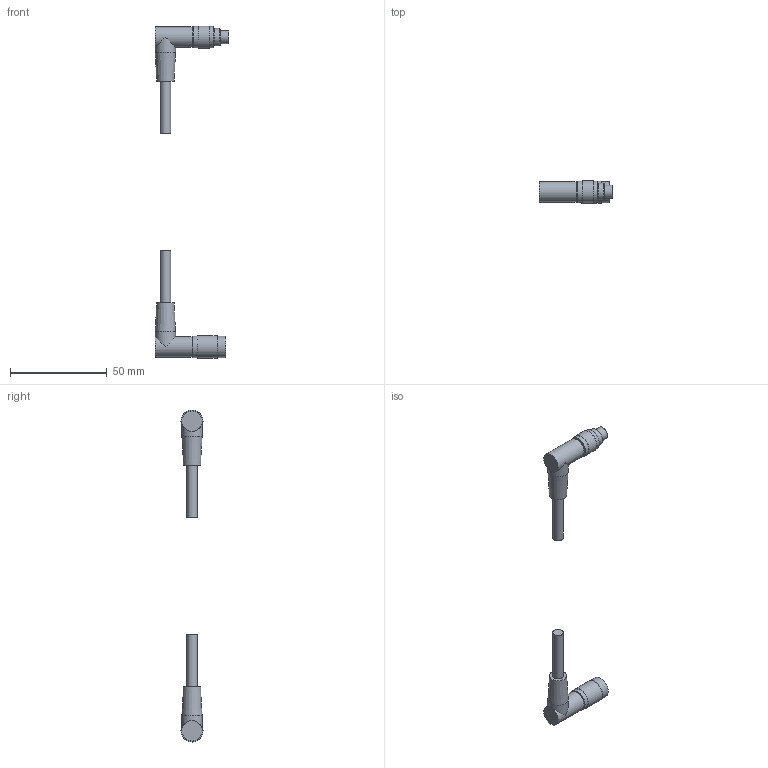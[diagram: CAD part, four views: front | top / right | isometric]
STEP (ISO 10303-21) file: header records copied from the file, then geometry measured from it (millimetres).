
FILE_DESCRIPTION(/* description */ ('STEP AP214'),/* implementation_level */ '2;1');
FILE_NAME(/* name */ '540329_KVI-CP-3-WS-WD-2',/* time_stamp */ '2024-08-29T19:20:08+02:00',/* author */ ('License CC BY-ND 4.0'),/* organization */ ('CADENAS'),/* preprocessor_version */ 'ST-DEVELOPER v19.3',/* originating_system */ 'PARTsolutions',/* authorisation */ ' ');
FILE_SCHEMA (('AUTOMOTIVE_DESIGN {1 0 10303 214 3 1 1}'));
Length unit declared in the file: millimetre
Products named in the file (3): 540329 KVI-CP-3-WS-WD-2; 540329 KVI-CP-3-WS-WD-2_STE; 540329 KVI-CP-3-WS-WD-2_DO
Assembly tree (2 placements, depth 2):
  540329 KVI-CP-3-WS-WD-2
    540329 KVI-CP-3-WS-WD-2_STE
    540329 KVI-CP-3-WS-WD-2_DO
Bounding box: 38 x 11.5 x 171.5 mm (x, y, z)
Volume: 10182.7 mm3; surface area: 5739.4 mm2
Topology: 2 solids, 2 shells, 71 faces, 121 edges, 80 vertices
Faces by surface type: cylinder 33, plane 33, cone 5
Full cylindrical faces by diameter (mm): 1 x10, 5.5 x2, 6 x1, 6.8 x1, 7.5 x1, 8 x2, 8.387 x1, 8.459 x1, 9 x1, 10.5 x4, 11 x4, 11.5 x2
Entity records: 2035 total; most frequent: DIRECTION 302, CARTESIAN_POINT 226, ORIENTED_EDGE 158, AXIS2_PLACEMENT_3D 149, EDGE_LOOP 132, FACE_BOUND 132, EDGE_CURVE 79, VERTEX_POINT 73
